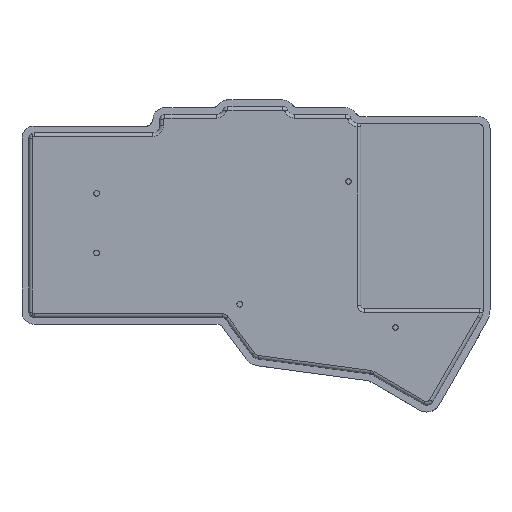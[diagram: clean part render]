
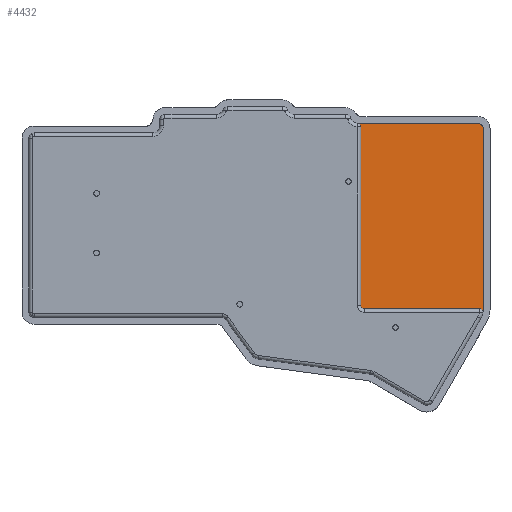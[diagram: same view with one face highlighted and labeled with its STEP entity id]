
A CAD part, top view. The second image highlights one B-rep face of the part: STEP entity #4432.
In plain terms, the highlighted planar face has unit normal (0, 0, 1).
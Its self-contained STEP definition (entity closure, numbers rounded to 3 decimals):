
#180=CIRCLE('',#4623,2.);
#181=CIRCLE('',#4626,1.);
#182=CIRCLE('',#4629,1.);
#183=CIRCLE('',#4632,1.);
#184=CIRCLE('',#4635,5.);
#190=CIRCLE('',#4669,1.5);
#275=PLANE('',#4668);
#505=FACE_OUTER_BOUND('',#766,.T.);
#766=EDGE_LOOP('',(#3706,#3707,#3708,#3709,#3710,#3711,#3712,#3713,#3714,
#3715));
#1062=LINE('',#8646,#1394);
#1065=LINE('',#8654,#1397);
#1083=LINE('',#8718,#1415);
#1097=LINE('',#8754,#1429);
#1394=VECTOR('',#5262,10.);
#1397=VECTOR('',#5271,10.);
#1415=VECTOR('',#5343,10.);
#1429=VECTOR('',#5379,10.);
#2039=VERTEX_POINT('',#8630);
#2040=VERTEX_POINT('',#8632);
#2043=VERTEX_POINT('',#8640);
#2044=VERTEX_POINT('',#8644);
#2045=VERTEX_POINT('',#8648);
#2046=VERTEX_POINT('',#8652);
#2047=VERTEX_POINT('',#8656);
#2050=VERTEX_POINT('',#8664);
#2065=VERTEX_POINT('',#8717);
#2076=VERTEX_POINT('',#8753);
#2634=EDGE_CURVE('',#2040,#2039,#180,.T.);
#2639=EDGE_CURVE('',#2039,#2043,#181,.T.);
#2641=EDGE_CURVE('',#2044,#2043,#1062,.T.);
#2643=EDGE_CURVE('',#2044,#2045,#182,.T.);
#2645=EDGE_CURVE('',#2046,#2045,#1065,.T.);
#2647=EDGE_CURVE('',#2047,#2046,#183,.F.);
#2651=EDGE_CURVE('',#2047,#2050,#184,.T.);
#2676=EDGE_CURVE('',#2065,#2040,#1083,.T.);
#2694=EDGE_CURVE('',#2050,#2076,#1097,.T.);
#2695=EDGE_CURVE('',#2065,#2076,#190,.T.);
#3706=ORIENTED_EDGE('',*,*,#2641,.F.);
#3707=ORIENTED_EDGE('',*,*,#2643,.T.);
#3708=ORIENTED_EDGE('',*,*,#2645,.F.);
#3709=ORIENTED_EDGE('',*,*,#2647,.F.);
#3710=ORIENTED_EDGE('',*,*,#2651,.T.);
#3711=ORIENTED_EDGE('',*,*,#2694,.T.);
#3712=ORIENTED_EDGE('',*,*,#2695,.F.);
#3713=ORIENTED_EDGE('',*,*,#2676,.T.);
#3714=ORIENTED_EDGE('',*,*,#2634,.T.);
#3715=ORIENTED_EDGE('',*,*,#2639,.T.);
#4432=ADVANCED_FACE('',(#505),#275,.T.);
#4623=AXIS2_PLACEMENT_3D('',#8633,#5248,#5249);
#4626=AXIS2_PLACEMENT_3D('',#8642,#5257,#5258);
#4629=AXIS2_PLACEMENT_3D('',#8650,#5266,#5267);
#4632=AXIS2_PLACEMENT_3D('',#8658,#5275,#5276);
#4635=AXIS2_PLACEMENT_3D('',#8666,#5283,#5284);
#4668=AXIS2_PLACEMENT_3D('',#8752,#5377,#5378);
#4669=AXIS2_PLACEMENT_3D('',#8755,#5380,#5381);
#5248=DIRECTION('center_axis',(0.,0.,-1.));
#5249=DIRECTION('ref_axis',(0.,1.,0.));
#5257=DIRECTION('center_axis',(0.,0.,-1.));
#5258=DIRECTION('ref_axis',(-1.,0.,0.));
#5262=DIRECTION('',(0.,1.,0.));
#5266=DIRECTION('center_axis',(0.,0.,1.));
#5267=DIRECTION('ref_axis',(-0.707,-0.707,0.));
#5271=DIRECTION('',(-1.,0.,0.));
#5275=DIRECTION('center_axis',(0.,0.,-1.));
#5276=DIRECTION('ref_axis',(0.,-1.,0.));
#5283=DIRECTION('center_axis',(0.,0.,1.));
#5284=DIRECTION('ref_axis',(0.866,-0.5,0.));
#5343=DIRECTION('',(-1.,0.,0.));
#5377=DIRECTION('center_axis',(0.,0.,1.));
#5378=DIRECTION('ref_axis',(-1.,0.,0.));
#5379=DIRECTION('',(0.,1.,0.));
#5380=DIRECTION('center_axis',(0.,0.,-1.));
#5381=DIRECTION('ref_axis',(1.,0.,0.));
#8630=CARTESIAN_POINT('',(160.032,-67.135,-8.));
#8632=CARTESIAN_POINT('',(160.101,-67.136,-8.));
#8633=CARTESIAN_POINT('Origin',(160.101,-65.136,-8.));
#8640=CARTESIAN_POINT('',(160.997,-68.135,-8.));
#8642=CARTESIAN_POINT('Origin',(159.997,-68.135,-8.));
#8644=CARTESIAN_POINT('',(160.997,-119.136,-8.));
#8646=CARTESIAN_POINT('',(160.997,-81.165,-8.));
#8648=CARTESIAN_POINT('',(161.997,-120.136,-8.));
#8650=CARTESIAN_POINT('Origin',(161.997,-119.136,-8.));
#8652=CARTESIAN_POINT('',(194.928,-120.136,-8.));
#8654=CARTESIAN_POINT('',(160.997,-120.136,-8.));
#8656=CARTESIAN_POINT('',(195.911,-121.321,-8.));
#8658=CARTESIAN_POINT('Origin',(194.928,-121.136,-8.));
#8664=CARTESIAN_POINT('',(195.997,-120.397,-8.));
#8666=CARTESIAN_POINT('Origin',(190.997,-120.397,-8.));
#8717=CARTESIAN_POINT('',(194.497,-67.136,-8.));
#8718=CARTESIAN_POINT('',(186.497,-67.136,-8.));
#8752=CARTESIAN_POINT('Origin',(178.497,-93.636,-8.));
#8753=CARTESIAN_POINT('',(195.997,-68.636,-8.));
#8754=CARTESIAN_POINT('',(195.997,-107.017,-8.));
#8755=CARTESIAN_POINT('Origin',(194.497,-68.636,-8.));
